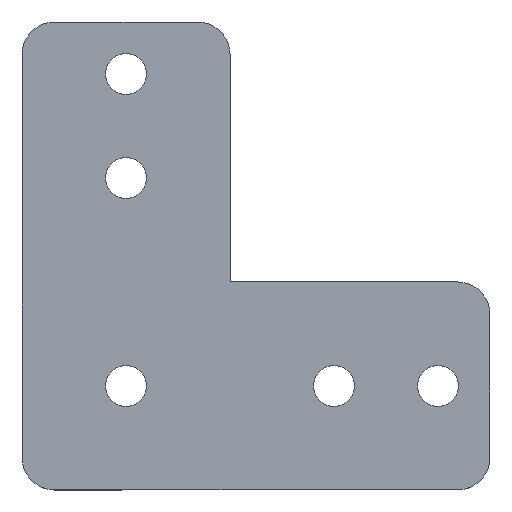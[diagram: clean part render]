
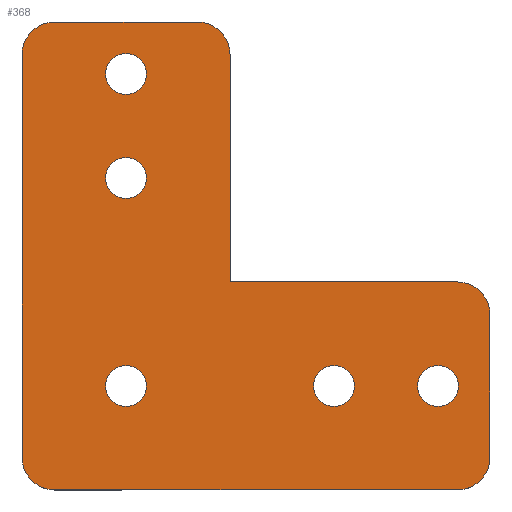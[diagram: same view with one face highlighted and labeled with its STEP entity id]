
A CAD part, top view. The second image highlights one B-rep face of the part: STEP entity #368.
In plain terms, the highlighted planar face has unit normal (0, 0, 1).
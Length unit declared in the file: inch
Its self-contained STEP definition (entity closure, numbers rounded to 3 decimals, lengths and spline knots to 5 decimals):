
#19=FACE_BOUND('',#65,.T.);
#20=FACE_BOUND('',#66,.T.);
#21=FACE_BOUND('',#67,.T.);
#22=FACE_BOUND('',#68,.T.);
#23=FACE_BOUND('',#69,.T.);
#29=PLANE('',#422);
#41=FACE_OUTER_BOUND('',#64,.T.);
#64=EDGE_LOOP('',(#282,#283,#284,#285,#286,#287,#288,#289,#290,#291,#292));
#65=EDGE_LOOP('',(#293));
#66=EDGE_LOOP('',(#294));
#67=EDGE_LOOP('',(#295));
#68=EDGE_LOOP('',(#296));
#69=EDGE_LOOP('',(#297));
#86=LINE('',#585,#114);
#92=LINE('',#600,#120);
#94=LINE('',#607,#122);
#96=LINE('',#611,#124);
#98=LINE('',#615,#126);
#99=LINE('',#617,#127);
#114=VECTOR('',#475,0.3937);
#120=VECTOR('',#491,0.3937);
#122=VECTOR('',#499,39.37008);
#124=VECTOR('',#503,39.37008);
#126=VECTOR('',#507,39.37008);
#127=VECTOR('',#510,39.37008);
#135=CIRCLE('',#401,0.157);
#145=CIRCLE('',#414,0.157);
#146=CIRCLE('',#416,0.157);
#147=CIRCLE('',#419,0.157);
#148=CIRCLE('',#423,0.15748);
#149=CIRCLE('',#424,0.09843);
#150=CIRCLE('',#425,0.09843);
#151=CIRCLE('',#426,0.09843);
#152=CIRCLE('',#427,0.09843);
#153=CIRCLE('',#428,0.09843);
#156=VERTEX_POINT('',#548);
#157=VERTEX_POINT('',#550);
#172=VERTEX_POINT('',#584);
#173=VERTEX_POINT('',#588);
#174=VERTEX_POINT('',#592);
#175=VERTEX_POINT('',#593);
#176=VERTEX_POINT('',#598);
#177=VERTEX_POINT('',#602);
#178=VERTEX_POINT('',#606);
#179=VERTEX_POINT('',#610);
#180=VERTEX_POINT('',#614);
#181=VERTEX_POINT('',#618);
#182=VERTEX_POINT('',#620);
#183=VERTEX_POINT('',#622);
#184=VERTEX_POINT('',#624);
#185=VERTEX_POINT('',#626);
#188=EDGE_CURVE('',#156,#157,#135,.T.);
#205=EDGE_CURVE('',#172,#157,#86,.T.);
#207=EDGE_CURVE('',#172,#173,#145,.T.);
#209=EDGE_CURVE('',#174,#175,#146,.T.);
#213=EDGE_CURVE('',#174,#176,#92,.T.);
#215=EDGE_CURVE('',#177,#176,#147,.T.);
#216=EDGE_CURVE('',#178,#175,#94,.T.);
#218=EDGE_CURVE('',#179,#173,#96,.T.);
#220=EDGE_CURVE('',#156,#180,#98,.T.);
#221=EDGE_CURVE('',#178,#180,#148,.T.);
#222=EDGE_CURVE('',#177,#179,#99,.T.);
#223=EDGE_CURVE('',#181,#181,#149,.T.);
#224=EDGE_CURVE('',#182,#182,#150,.T.);
#225=EDGE_CURVE('',#183,#183,#151,.T.);
#226=EDGE_CURVE('',#184,#184,#152,.T.);
#227=EDGE_CURVE('',#185,#185,#153,.T.);
#282=ORIENTED_EDGE('',*,*,#188,.F.);
#283=ORIENTED_EDGE('',*,*,#220,.T.);
#284=ORIENTED_EDGE('',*,*,#221,.F.);
#285=ORIENTED_EDGE('',*,*,#216,.T.);
#286=ORIENTED_EDGE('',*,*,#209,.F.);
#287=ORIENTED_EDGE('',*,*,#213,.T.);
#288=ORIENTED_EDGE('',*,*,#215,.F.);
#289=ORIENTED_EDGE('',*,*,#222,.T.);
#290=ORIENTED_EDGE('',*,*,#218,.T.);
#291=ORIENTED_EDGE('',*,*,#207,.F.);
#292=ORIENTED_EDGE('',*,*,#205,.T.);
#293=ORIENTED_EDGE('',*,*,#223,.T.);
#294=ORIENTED_EDGE('',*,*,#224,.T.);
#295=ORIENTED_EDGE('',*,*,#225,.T.);
#296=ORIENTED_EDGE('',*,*,#226,.T.);
#297=ORIENTED_EDGE('',*,*,#227,.T.);
#368=ADVANCED_FACE('',(#41,#19,#20,#21,#22,#23),#29,.T.);
#401=AXIS2_PLACEMENT_3D('',#551,#444,#445);
#414=AXIS2_PLACEMENT_3D('',#589,#479,#480);
#416=AXIS2_PLACEMENT_3D('',#594,#484,#485);
#419=AXIS2_PLACEMENT_3D('',#604,#495,#496);
#422=AXIS2_PLACEMENT_3D('',#613,#505,#506);
#423=AXIS2_PLACEMENT_3D('',#616,#508,#509);
#424=AXIS2_PLACEMENT_3D('',#619,#511,#512);
#425=AXIS2_PLACEMENT_3D('',#621,#513,#514);
#426=AXIS2_PLACEMENT_3D('',#623,#515,#516);
#427=AXIS2_PLACEMENT_3D('',#625,#517,#518);
#428=AXIS2_PLACEMENT_3D('',#627,#519,#520);
#444=DIRECTION('center_axis',(0.,0.,-1.));
#445=DIRECTION('ref_axis',(-0.707,0.707,0.));
#475=DIRECTION('',(-1.,0.,0.));
#479=DIRECTION('center_axis',(0.,0.,-1.));
#480=DIRECTION('ref_axis',(0.707,0.707,0.));
#484=DIRECTION('center_axis',(0.,0.,-1.));
#485=DIRECTION('ref_axis',(0.707,-0.707,0.));
#491=DIRECTION('',(0.,1.,0.));
#495=DIRECTION('center_axis',(0.,0.,-1.));
#496=DIRECTION('ref_axis',(0.707,0.707,0.));
#499=DIRECTION('',(1.,0.,0.));
#503=DIRECTION('',(0.,1.,0.));
#505=DIRECTION('center_axis',(0.,0.,1.));
#506=DIRECTION('ref_axis',(1.,0.,0.));
#507=DIRECTION('',(0.,-1.,0.));
#508=DIRECTION('center_axis',(0.,0.,-1.));
#509=DIRECTION('ref_axis',(-0.707,-0.707,0.));
#510=DIRECTION('',(-1.,0.,0.));
#511=DIRECTION('center_axis',(0.,0.,-1.));
#512=DIRECTION('ref_axis',(-1.,0.,0.));
#513=DIRECTION('center_axis',(0.,0.,-1.));
#514=DIRECTION('ref_axis',(-1.,0.,0.));
#515=DIRECTION('center_axis',(0.,0.,-1.));
#516=DIRECTION('ref_axis',(-1.,0.,0.));
#517=DIRECTION('center_axis',(0.,0.,-1.));
#518=DIRECTION('ref_axis',(-1.,0.,0.));
#519=DIRECTION('center_axis',(0.,0.,-1.));
#520=DIRECTION('ref_axis',(-1.,0.,0.));
#548=CARTESIAN_POINT('',(0.,2.093,0.09843));
#550=CARTESIAN_POINT('',(0.157,2.25,0.09843));
#551=CARTESIAN_POINT('Origin',(0.157,2.093,0.09843));
#584=CARTESIAN_POINT('',(0.843,2.25,0.09843));
#585=CARTESIAN_POINT('',(1.1875,2.25,0.09843));
#588=CARTESIAN_POINT('',(1.,2.093,0.09843));
#589=CARTESIAN_POINT('Origin',(0.843,2.093,0.09843));
#592=CARTESIAN_POINT('',(2.25,0.157,0.09843));
#593=CARTESIAN_POINT('',(2.093,0.,0.09843));
#594=CARTESIAN_POINT('Origin',(2.093,0.157,0.09843));
#598=CARTESIAN_POINT('',(2.25,0.843,0.09843));
#600=CARTESIAN_POINT('',(2.25,0.6875,0.09843));
#602=CARTESIAN_POINT('',(2.093,1.,0.09843));
#604=CARTESIAN_POINT('Origin',(2.093,0.843,0.09843));
#606=CARTESIAN_POINT('',(0.15748,0.,0.09843));
#607=CARTESIAN_POINT('',(0.,0.,0.09843));
#610=CARTESIAN_POINT('',(1.,1.,0.09843));
#611=CARTESIAN_POINT('',(1.,1.,0.09843));
#613=CARTESIAN_POINT('Origin',(1.375,1.375,0.09843));
#614=CARTESIAN_POINT('',(0.,0.15748,0.09843));
#615=CARTESIAN_POINT('',(0.,2.75,0.09843));
#616=CARTESIAN_POINT('Origin',(0.15748,0.15748,0.09843));
#617=CARTESIAN_POINT('',(2.75,1.,0.09843));
#618=CARTESIAN_POINT('',(0.59843,0.5,0.09843));
#619=CARTESIAN_POINT('Origin',(0.5,0.5,0.09843));
#620=CARTESIAN_POINT('',(0.59843,1.5,0.09843));
#621=CARTESIAN_POINT('Origin',(0.5,1.5,0.09843));
#622=CARTESIAN_POINT('',(0.59843,2.,0.09843));
#623=CARTESIAN_POINT('Origin',(0.5,2.,0.09843));
#624=CARTESIAN_POINT('',(1.59843,0.5,0.09843));
#625=CARTESIAN_POINT('Origin',(1.5,0.5,0.09843));
#626=CARTESIAN_POINT('',(2.09843,0.5,0.09843));
#627=CARTESIAN_POINT('Origin',(2.,0.5,0.09843));
